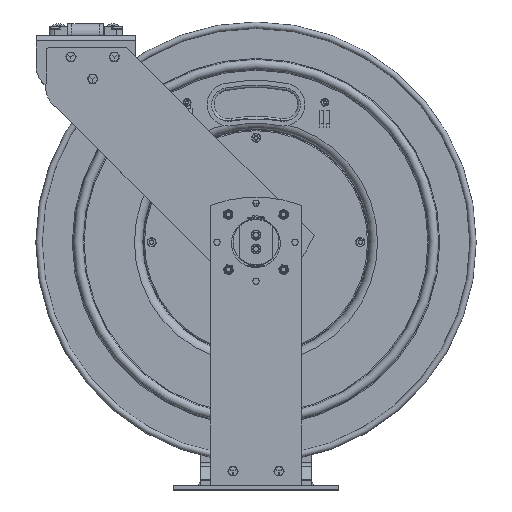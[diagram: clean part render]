
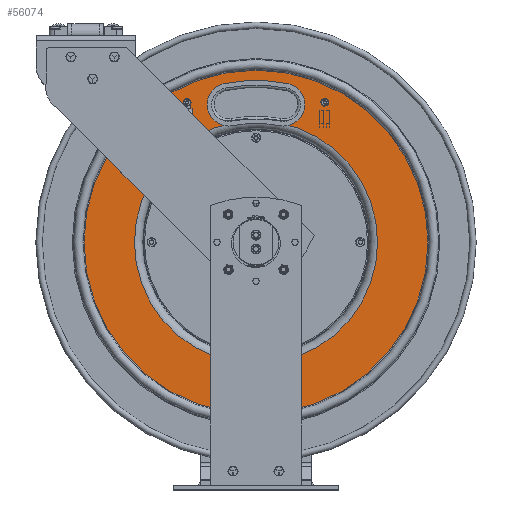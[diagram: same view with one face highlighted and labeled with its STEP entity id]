
A CAD part, top view. The second image highlights one B-rep face of the part: STEP entity #56074.
In plain terms, the highlighted planar face has unit normal (0, 0, 1).
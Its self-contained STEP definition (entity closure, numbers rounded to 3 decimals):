
#2142=FACE_BOUND('',#9630,.T.);
#2143=FACE_BOUND('',#9631,.T.);
#2144=FACE_BOUND('',#9632,.T.);
#2145=FACE_BOUND('',#9633,.T.);
#3632=CIRCLE('',#59697,0.11);
#3644=CIRCLE('',#59714,6.625);
#3645=CIRCLE('',#59715,6.625);
#3647=CIRCLE('',#59718,9.375);
#3648=CIRCLE('',#59719,9.375);
#3649=CIRCLE('',#59720,0.11);
#3650=CIRCLE('',#59721,8.766);
#3651=CIRCLE('',#59722,1.);
#3652=CIRCLE('',#59723,6.766);
#3653=CIRCLE('',#59724,1.);
#6922=FACE_OUTER_BOUND('',#9629,.T.);
#9629=EDGE_LOOP('',(#39399,#39400));
#9630=EDGE_LOOP('',(#39401,#39402));
#9631=EDGE_LOOP('',(#39403));
#9632=EDGE_LOOP('',(#39404));
#9633=EDGE_LOOP('',(#39405,#39406,#39407,#39408));
#22171=VERTEX_POINT('',#83855);
#22180=VERTEX_POINT('',#83882);
#22181=VERTEX_POINT('',#83883);
#22182=VERTEX_POINT('',#83888);
#22183=VERTEX_POINT('',#83889);
#22184=VERTEX_POINT('',#83892);
#22185=VERTEX_POINT('',#83894);
#22186=VERTEX_POINT('',#83895);
#22187=VERTEX_POINT('',#83897);
#22188=VERTEX_POINT('',#83899);
#29247=EDGE_CURVE('',#22171,#22171,#3632,.T.);
#29259=EDGE_CURVE('',#22180,#22181,#3644,.T.);
#29260=EDGE_CURVE('',#22181,#22180,#3645,.T.);
#29262=EDGE_CURVE('',#22182,#22183,#3647,.T.);
#29263=EDGE_CURVE('',#22183,#22182,#3648,.T.);
#29264=EDGE_CURVE('',#22184,#22184,#3649,.T.);
#29265=EDGE_CURVE('',#22185,#22186,#3650,.T.);
#29266=EDGE_CURVE('',#22186,#22187,#3651,.T.);
#29267=EDGE_CURVE('',#22187,#22188,#3652,.T.);
#29268=EDGE_CURVE('',#22188,#22185,#3653,.T.);
#39399=ORIENTED_EDGE('',*,*,#29262,.F.);
#39400=ORIENTED_EDGE('',*,*,#29263,.F.);
#39401=ORIENTED_EDGE('',*,*,#29259,.T.);
#39402=ORIENTED_EDGE('',*,*,#29260,.T.);
#39403=ORIENTED_EDGE('',*,*,#29247,.T.);
#39404=ORIENTED_EDGE('',*,*,#29264,.T.);
#39405=ORIENTED_EDGE('',*,*,#29265,.T.);
#39406=ORIENTED_EDGE('',*,*,#29266,.T.);
#39407=ORIENTED_EDGE('',*,*,#29267,.T.);
#39408=ORIENTED_EDGE('',*,*,#29268,.T.);
#52002=PLANE('',#59717);
#56074=ADVANCED_FACE('',(#6922,#2142,#2143,#2144,#2145),#52002,.T.);
#59697=AXIS2_PLACEMENT_3D('',#83857,#66887,#66888);
#59714=AXIS2_PLACEMENT_3D('',#83884,#66921,#66922);
#59715=AXIS2_PLACEMENT_3D('',#83885,#66923,#66924);
#59717=AXIS2_PLACEMENT_3D('',#83887,#66927,#66928);
#59718=AXIS2_PLACEMENT_3D('',#83890,#66929,#66930);
#59719=AXIS2_PLACEMENT_3D('',#83891,#66931,#66932);
#59720=AXIS2_PLACEMENT_3D('',#83893,#66933,#66934);
#59721=AXIS2_PLACEMENT_3D('',#83896,#66935,#66936);
#59722=AXIS2_PLACEMENT_3D('',#83898,#66937,#66938);
#59723=AXIS2_PLACEMENT_3D('',#83900,#66939,#66940);
#59724=AXIS2_PLACEMENT_3D('',#83901,#66941,#66942);
#66887=DIRECTION('center_axis',(0.,0.,
-1.));
#66888=DIRECTION('ref_axis',(-1.,0.,0.));
#66921=DIRECTION('center_axis',(0.,0.,
-1.));
#66922=DIRECTION('ref_axis',(-1.,0.,0.));
#66923=DIRECTION('center_axis',(0.,0.,
-1.));
#66924=DIRECTION('ref_axis',(-1.,0.,0.));
#66927=DIRECTION('center_axis',(0.,0.,
1.));
#66928=DIRECTION('ref_axis',(0.,1.,0.));
#66929=DIRECTION('center_axis',(0.,0.,
-1.));
#66930=DIRECTION('ref_axis',(-1.,0.,0.));
#66931=DIRECTION('center_axis',(0.,0.,
-1.));
#66932=DIRECTION('ref_axis',(-1.,0.,0.));
#66933=DIRECTION('center_axis',(0.,0.,
-1.));
#66934=DIRECTION('ref_axis',(-1.,0.,0.));
#66935=DIRECTION('center_axis',(0.,0.,
-1.));
#66936=DIRECTION('ref_axis',(0.193,-0.981,0.));
#66937=DIRECTION('center_axis',(0.,0.,
-1.));
#66938=DIRECTION('ref_axis',(-0.193,-0.981,0.));
#66939=DIRECTION('center_axis',(0.,0.,
1.));
#66940=DIRECTION('ref_axis',(-0.193,0.981,0.));
#66941=DIRECTION('center_axis',(0.,0.,
-1.));
#66942=DIRECTION('ref_axis',(-0.193,0.981,0.));
#83855=CARTESIAN_POINT('',(-3.64,7.62,5.582));
#83857=CARTESIAN_POINT('Origin',(-3.75,7.62,5.582));
#83882=CARTESIAN_POINT('',(-6.625,0.,5.582));
#83883=CARTESIAN_POINT('',(0.,6.625,5.582));
#83884=CARTESIAN_POINT('Origin',(0.,0.,
5.582));
#83885=CARTESIAN_POINT('Origin',(0.,0.,
5.582));
#83887=CARTESIAN_POINT('Origin',(-8.,0.,5.582));
#83888=CARTESIAN_POINT('',(-9.375,0.,5.582));
#83889=CARTESIAN_POINT('',(0.,9.375,5.582));
#83890=CARTESIAN_POINT('Origin',(0.,0.,
5.582));
#83891=CARTESIAN_POINT('Origin',(0.,0.,
5.582));
#83892=CARTESIAN_POINT('',(3.86,7.62,5.582));
#83893=CARTESIAN_POINT('Origin',(3.75,7.62,5.582));
#83894=CARTESIAN_POINT('',(-1.693,8.601,5.582));
#83895=CARTESIAN_POINT('',(1.693,8.601,5.582));
#83896=CARTESIAN_POINT('Origin',(0.,0.,
5.582));
#83897=CARTESIAN_POINT('',(1.307,6.639,5.582));
#83898=CARTESIAN_POINT('Origin',(1.5,7.62,5.582));
#83899=CARTESIAN_POINT('',(-1.307,6.639,5.582));
#83900=CARTESIAN_POINT('Origin',(0.,0.,
5.582));
#83901=CARTESIAN_POINT('Origin',(-1.5,7.62,5.582));
